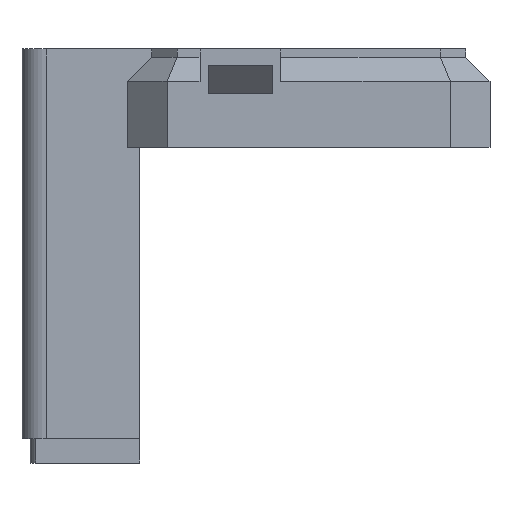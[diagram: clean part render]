
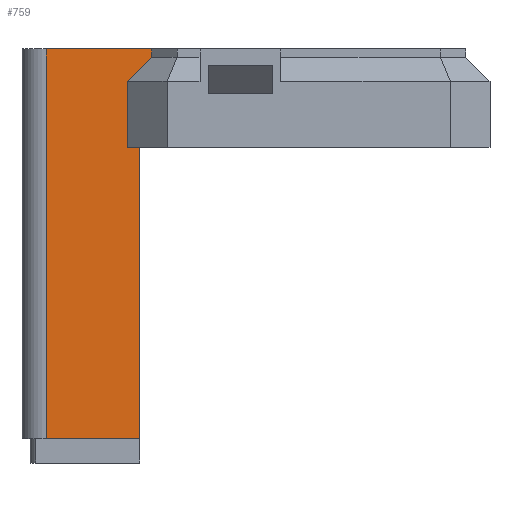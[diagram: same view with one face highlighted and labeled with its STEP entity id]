
A CAD part, left-side view. The second image highlights one B-rep face of the part: STEP entity #759.
In plain terms, the highlighted planar face has unit normal (-1, 0, 0).
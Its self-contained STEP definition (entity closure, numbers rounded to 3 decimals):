
#39 = VECTOR ( 'NONE', #333, 1000. ) ;
#207 = VERTEX_POINT ( 'NONE', #904 ) ;
#274 = CARTESIAN_POINT ( 'NONE',  ( -69.676, -16.447, -39.2 ) ) ;
#286 = CARTESIAN_POINT ( 'NONE',  ( -69.676, -16.447, 9.2 ) ) ;
#333 = DIRECTION ( 'NONE',  ( 0., 0., -1. ) ) ;
#523 = ORIENTED_EDGE ( 'NONE', *, *, #1536, .F. ) ;
#562 = LINE ( 'NONE', #2598, #1516 ) ;
#611 = CARTESIAN_POINT ( 'NONE',  ( -69.676, -29.547, 9.2 ) ) ;
#628 = VECTOR ( 'NONE', #1657, 1000. ) ;
#631 = CARTESIAN_POINT ( 'NONE',  ( -69.676, -29.547, 9.2 ) ) ;
#667 = DIRECTION ( 'NONE',  ( 0., 0., -1. ) ) ;
#745 = DIRECTION ( 'NONE',  ( 0., -0.707, 0.707 ) ) ;
#759 = ADVANCED_FACE ( 'NONE', ( #2215 ), #950, .T. ) ;
#824 = ORIENTED_EDGE ( 'NONE', *, *, #1707, .T. ) ;
#836 = EDGE_CURVE ( 'NONE', #1886, #858, #1257, .T. ) ;
#844 = CARTESIAN_POINT ( 'NONE',  ( -69.676, -28.047, -12.2 ) ) ;
#858 = VERTEX_POINT ( 'NONE', #2422 ) ;
#902 = VERTEX_POINT ( 'NONE', #3559 ) ;
#904 = CARTESIAN_POINT ( 'NONE',  ( -69.676, -26.547, 5.2 ) ) ;
#905 = VECTOR ( 'NONE', #2850, 1000. ) ;
#950 = PLANE ( 'NONE',  #3238 ) ;
#1009 = DIRECTION ( 'NONE',  ( 0., 0., 1. ) ) ;
#1032 = VECTOR ( 'NONE', #745, 1000. ) ;
#1149 = VERTEX_POINT ( 'NONE', #274 ) ;
#1203 = ORIENTED_EDGE ( 'NONE', *, *, #2726, .T. ) ;
#1238 = ORIENTED_EDGE ( 'NONE', *, *, #1700, .F. ) ;
#1257 = LINE ( 'NONE', #611, #1893 ) ;
#1429 = ORIENTED_EDGE ( 'NONE', *, *, #3774, .F. ) ;
#1516 = VECTOR ( 'NONE', #2062, 1000. ) ;
#1536 = EDGE_CURVE ( 'NONE', #2412, #902, #3378, .T. ) ;
#1541 = EDGE_LOOP ( 'NONE', ( #523, #1238, #2574, #2304, #1807, #1203, #1429, #824 ) ) ;
#1657 = DIRECTION ( 'NONE',  ( 0., -1., 0. ) ) ;
#1695 = LINE ( 'NONE', #2026, #905 ) ;
#1700 = EDGE_CURVE ( 'NONE', #207, #2412, #562, .T. ) ;
#1707 = EDGE_CURVE ( 'NONE', #2922, #902, #1989, .T. ) ;
#1708 = EDGE_CURVE ( 'NONE', #3103, #1886, #1695, .T. ) ;
#1731 = LINE ( 'NONE', #2926, #1979 ) ;
#1807 = ORIENTED_EDGE ( 'NONE', *, *, #1708, .F. ) ;
#1886 = VERTEX_POINT ( 'NONE', #631 ) ;
#1893 = VECTOR ( 'NONE', #667, 1000. ) ;
#1905 = CARTESIAN_POINT ( 'NONE',  ( -69.676, -26.547, -3. ) ) ;
#1979 = VECTOR ( 'NONE', #2352, 1000. ) ;
#1989 = LINE ( 'NONE', #844, #3258 ) ;
#2026 = CARTESIAN_POINT ( 'NONE',  ( -69.676, -16.447, 9.2 ) ) ;
#2062 = DIRECTION ( 'NONE',  ( 0., 0., -1. ) ) ;
#2192 = DIRECTION ( 'NONE',  ( -1., 0., 0. ) ) ;
#2215 = FACE_OUTER_BOUND ( 'NONE', #1541, .T. ) ;
#2294 = EDGE_CURVE ( 'NONE', #207, #858, #3468, .T. ) ;
#2304 = ORIENTED_EDGE ( 'NONE', *, *, #836, .F. ) ;
#2352 = DIRECTION ( 'NONE',  ( 0., 1., 0. ) ) ;
#2412 = VERTEX_POINT ( 'NONE', #3241 ) ;
#2422 = CARTESIAN_POINT ( 'NONE',  ( -69.676, -29.547, 8.2 ) ) ;
#2574 = ORIENTED_EDGE ( 'NONE', *, *, #2294, .T. ) ;
#2594 = CARTESIAN_POINT ( 'NONE',  ( -69.676, -16.447, 8.2 ) ) ;
#2598 = CARTESIAN_POINT ( 'NONE',  ( -69.676, -26.547, 8.2 ) ) ;
#2726 = EDGE_CURVE ( 'NONE', #3103, #1149, #3586, .T. ) ;
#2850 = DIRECTION ( 'NONE',  ( 0., -1., 0. ) ) ;
#2911 = DIRECTION ( 'NONE',  ( 0., 0., 1. ) ) ;
#2922 = VERTEX_POINT ( 'NONE', #3686 ) ;
#2926 = CARTESIAN_POINT ( 'NONE',  ( -69.676, -28.047, -39.2 ) ) ;
#3103 = VERTEX_POINT ( 'NONE', #286 ) ;
#3238 = AXIS2_PLACEMENT_3D ( 'NONE', #3336, #2192, #1009 ) ;
#3241 = CARTESIAN_POINT ( 'NONE',  ( -69.676, -26.547, -3. ) ) ;
#3258 = VECTOR ( 'NONE', #2911, 1000. ) ;
#3336 = CARTESIAN_POINT ( 'NONE',  ( -69.676, 0., 8.2 ) ) ;
#3378 = LINE ( 'NONE', #1905, #628 ) ;
#3468 = LINE ( 'NONE', #3667, #1032 ) ;
#3559 = CARTESIAN_POINT ( 'NONE',  ( -69.676, -28.047, -3. ) ) ;
#3586 = LINE ( 'NONE', #2594, #39 ) ;
#3667 = CARTESIAN_POINT ( 'NONE',  ( -69.676, -26.547, 5.2 ) ) ;
#3686 = CARTESIAN_POINT ( 'NONE',  ( -69.676, -28.047, -39.2 ) ) ;
#3774 = EDGE_CURVE ( 'NONE', #2922, #1149, #1731, .T. ) ;
